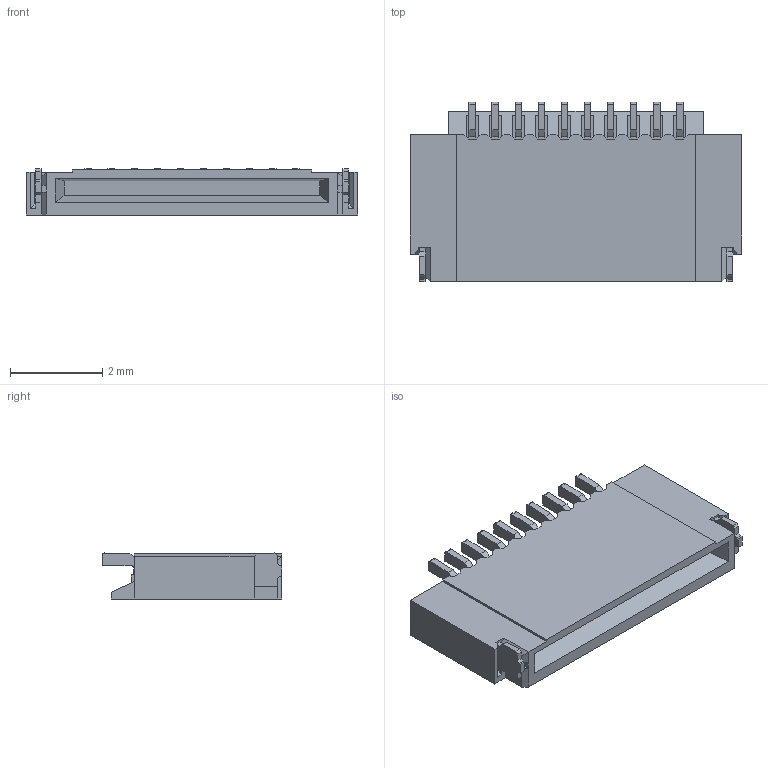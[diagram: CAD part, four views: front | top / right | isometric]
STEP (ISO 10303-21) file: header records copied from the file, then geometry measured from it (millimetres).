
FILE_DESCRIPTION(('Creo Elements/Direct Modeling STEP Export'),'2;1');
FILE_NAME('TF12SD-10S-0.5SH_4800510000_3D_STP.stp','2019-12-04T15:52:12',(''),(''),'Creo Elements/Direct Modeling STEP processor for AP214 (Solid Model)','Creo Elements/Direct Modeling 17.0F 20-Aug-2012 (C) Parametric Technology GmbH','');
FILE_SCHEMA(('AUTOMOTIVE_DESIGN { 1 0 10303 214 1 1 1 1 }'));
Length unit declared in the file: millimetre
Products named in the file (1): TF12SD-10S-0.5SH_4800510000_3D_STP.stp
Bounding box: 7.2 x 3.9 x 1 mm (x, y, z)
Volume: 21.1 mm3; surface area: 93.4 mm2
Topology: 1 solids, 1 shells, 437 faces, 1270 edges, 834 vertices
Faces by surface type: plane 381, cylinder 56
Entity records: 14479 total; most frequent: ORIENTED_EDGE 2540, CARTESIAN_POINT 2533, DIRECTION 2250, EDGE_CURVE 1270, VECTOR 1148, LINE 1148, VERTEX_POINT 834, AXIS2_PLACEMENT_3D 551
